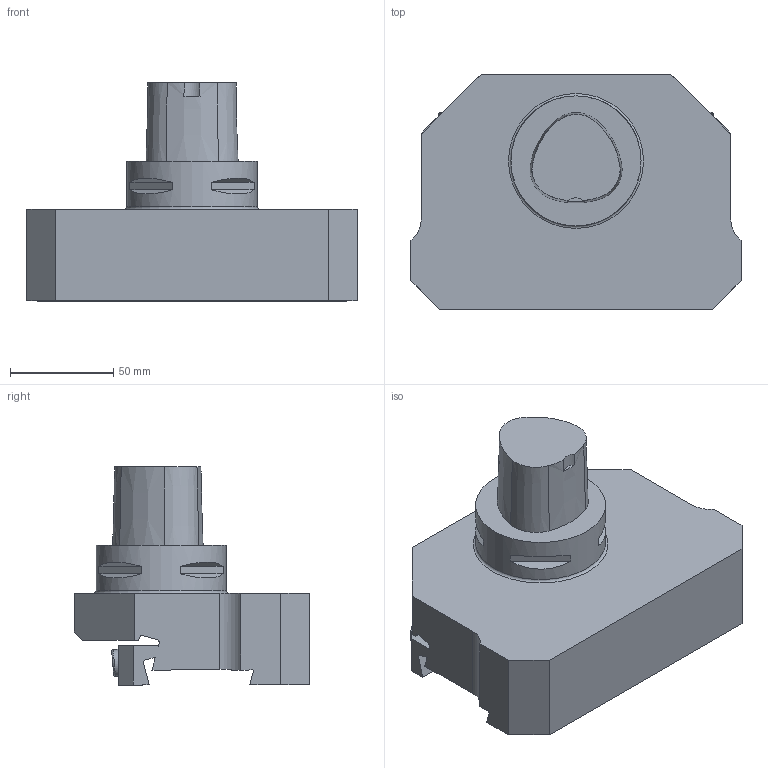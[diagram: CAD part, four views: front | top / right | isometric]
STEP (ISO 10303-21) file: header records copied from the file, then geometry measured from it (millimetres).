
FILE_DESCRIPTION(/* description */ (''),/* implementation_level */ '2;1');
FILE_NAME(/* name */ '1604988758548.stp',/* time_stamp */ '2020-11-10T11:42:49+05:00',/* author */ (''),/* organization */ ('SMS'),/* preprocessor_version */ 'ST-DEVELOPER v16.7',/* originating_system */ 'SIEMENS PLM Software NX 12.0',/* authorisation */ '');
FILE_SCHEMA (('AUTOMOTIVE_DESIGN { 1 0 10303 214 3 1 1 1 }'));
Length unit declared in the file: millimetre
Products named in the file (1): 201596861mod000_01
Bounding box: 160 x 114 x 105.73 mm (x, y, z)
Volume: 732156.4 mm3; surface area: 74396.9 mm2
Topology: 1 solids, 1 shells, 81 faces, 207 edges, 142 vertices
Faces by surface type: plane 59, cylinder 11, cone 6, torus 5
Full cylindrical faces by diameter (mm): 13 x4, 63 x1
Entity records: 2443 total; most frequent: CARTESIAN_POINT 421, DIRECTION 415, ORIENTED_EDGE 384, EDGE_CURVE 192, AXIS2_PLACEMENT_3D 139, LINE 137, VECTOR 137, VERTEX_POINT 133
